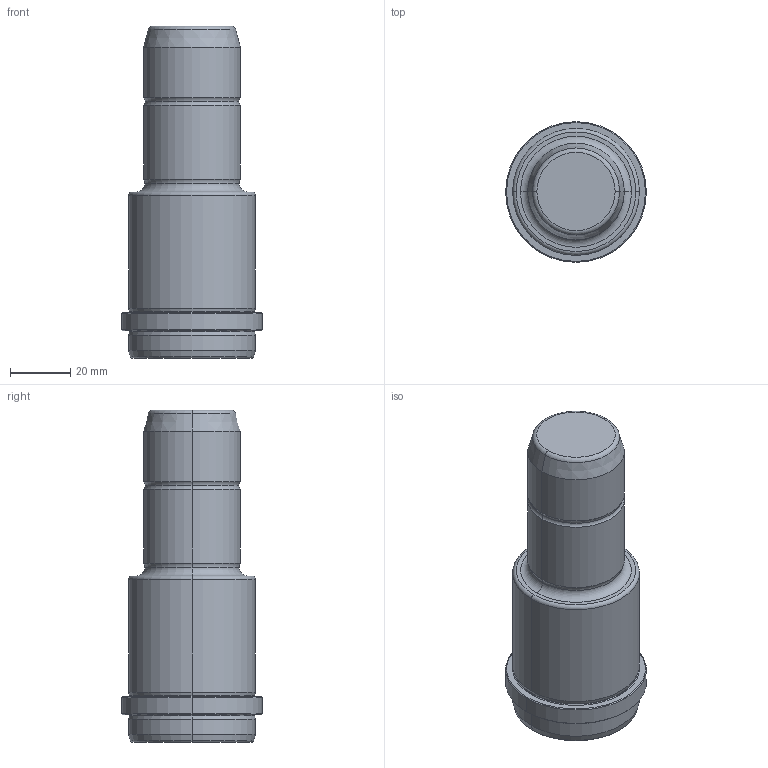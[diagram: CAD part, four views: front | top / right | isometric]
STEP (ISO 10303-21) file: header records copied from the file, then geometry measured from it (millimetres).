
FILE_DESCRIPTION(('STEP AP214'),'1');
FILE_NAME('cctmp_FA45B126-5529-46D5-B6C5-B3CFA8249721_2023_06_30_13_55_32_0172_15308..stp','2023-06-30T11:55:32',('Meusburger Georg GmbH & Co KG'),('CADClick - www.CADClick.com'),'Spatial InterOp 3D',' ','unknown authorization');
FILE_SCHEMA(('AUTOMOTIVE_DESIGN'));
Length unit declared in the file: millimetre
Products named in the file (1): E 1000_32-46_55
Bounding box: 46.6 x 46.6 x 110 mm (x, y, z)
Volume: 121398.1 mm3; surface area: 15837.9 mm2
Topology: 1 solids, 1 shells, 49 faces, 96 edges, 52 vertices
Faces by surface type: torus 18, cylinder 14, cone 12, plane 5
Entity records: 1668 total; most frequent: DIRECTION 266, CARTESIAN_POINT 198, ORIENTED_EDGE 192, AXIS2_PLACEMENT_3D 120, EDGE_CURVE 96, CIRCLE 70, EDGE_LOOP 52, VERTEX_POINT 52
